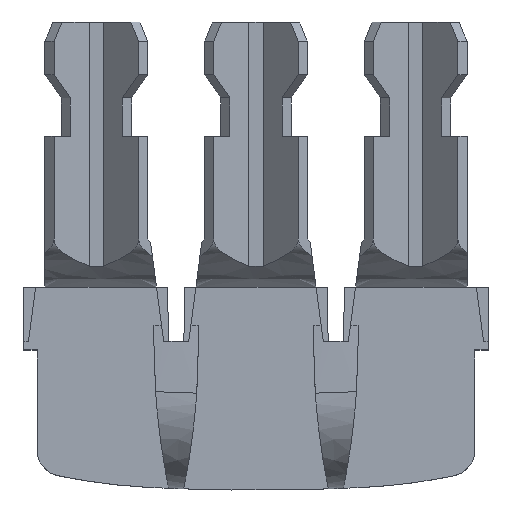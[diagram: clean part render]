
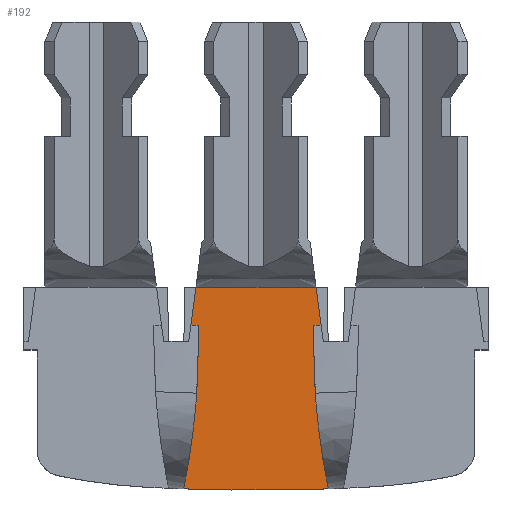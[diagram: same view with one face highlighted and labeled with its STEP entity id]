
A CAD part, top view. The second image highlights one B-rep face of the part: STEP entity #192.
In plain terms, the highlighted planar face has unit normal (0, 0, 1).
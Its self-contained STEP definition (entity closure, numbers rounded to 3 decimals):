
#192=ADVANCED_FACE('',(#529),#530,.T.);
#529=FACE_OUTER_BOUND('',#1010,.T.);
#530=PLANE('',#1011);
#1010=EDGE_LOOP('',(#1593,#1594,#1595,#1596,#1597,#1598,#1599,#1600,#1601,#1602));
#1011=AXIS2_PLACEMENT_3D('',#1603,#1604,#1605);
#1593=ORIENTED_EDGE('',*,*,#3160,.F.);
#1594=ORIENTED_EDGE('',*,*,#3161,.F.);
#1595=ORIENTED_EDGE('',*,*,#3162,.F.);
#1596=ORIENTED_EDGE('',*,*,#3163,.T.);
#1597=ORIENTED_EDGE('',*,*,#3164,.F.);
#1598=ORIENTED_EDGE('',*,*,#3165,.T.);
#1599=ORIENTED_EDGE('',*,*,#3166,.T.);
#1600=ORIENTED_EDGE('',*,*,#3167,.F.);
#1601=ORIENTED_EDGE('',*,*,#3168,.T.);
#1602=ORIENTED_EDGE('',*,*,#3169,.F.);
#1603=CARTESIAN_POINT('',(61.525,13.085,7.018));
#1604=DIRECTION('',(0.,0.,1.0));
#1605=DIRECTION('',(0.,1.0,0.));
#3160=EDGE_CURVE('',#3776,#3777,#3778,.T.);
#3161=EDGE_CURVE('',#3779,#3776,#3780,.T.);
#3162=EDGE_CURVE('',#3781,#3779,#3782,.T.);
#3163=EDGE_CURVE('',#3781,#3783,#3784,.T.);
#3164=EDGE_CURVE('',#3785,#3783,#3786,.T.);
#3165=EDGE_CURVE('',#3785,#3787,#3788,.T.);
#3166=EDGE_CURVE('',#3787,#3789,#3790,.T.);
#3167=EDGE_CURVE('',#3791,#3789,#3792,.T.);
#3168=EDGE_CURVE('',#3791,#3793,#3794,.T.);
#3169=EDGE_CURVE('',#3777,#3793,#3795,.T.);
#3776=VERTEX_POINT('',#4673);
#3777=VERTEX_POINT('',#4674);
#3778=CIRCLE('',#4675,115.0);
#3779=VERTEX_POINT('',#4676);
#3780=LINE('',#4677,#4678);
#3781=VERTEX_POINT('',#4679);
#3782=LINE('',#4680,#4681);
#3783=VERTEX_POINT('',#4682);
#3784=LINE('',#4683,#4684);
#3785=VERTEX_POINT('',#4685);
#3786=LINE('',#4686,#4687);
#3787=VERTEX_POINT('',#4688);
#3788=LINE('',#4689,#4690);
#3789=VERTEX_POINT('',#4691);
#3790=LINE('',#4692,#4693);
#3791=VERTEX_POINT('',#4694);
#3792=LINE('',#4695,#4696);
#3793=VERTEX_POINT('',#4697);
#3794=CIRCLE('',#4698,115.0);
#3795=CIRCLE('',#4699,320.0);
#4673=CARTESIAN_POINT('',(45.4,23.235,7.018));
#4674=CARTESIAN_POINT('',(47.735,0.179,7.018));
#4675=AXIS2_PLACEMENT_3D('',#6682,#6683,#6684);
#4676=CARTESIAN_POINT('',(45.4,25.785,7.018));
#4677=CARTESIAN_POINT('',(45.4,142.651,7.018));
#4678=VECTOR('',#6685,1.0);
#4679=CARTESIAN_POINT('',(46.605,25.785,7.018));
#4680=CARTESIAN_POINT('',(11.4,25.785,7.018));
#4681=VECTOR('',#6686,1.0);
#4682=CARTESIAN_POINT('',(45.814,31.785,7.018));
#4683=CARTESIAN_POINT('',(31.191,142.651,7.018));
#4684=VECTOR('',#6687,1.0);
#4685=CARTESIAN_POINT('',(26.985,31.785,7.018));
#4686=CARTESIAN_POINT('',(11.4,31.785,7.018));
#4687=VECTOR('',#6688,1.0);
#4688=CARTESIAN_POINT('',(26.194,25.785,7.018));
#4689=CARTESIAN_POINT('',(41.608,142.651,7.018));
#4690=VECTOR('',#6689,1.0);
#4691=CARTESIAN_POINT('',(27.4,25.785,7.018));
#4692=CARTESIAN_POINT('',(11.4,25.785,7.018));
#4693=VECTOR('',#6690,1.0);
#4694=CARTESIAN_POINT('',(27.4,23.235,7.018));
#4695=CARTESIAN_POINT('',(27.4,142.651,7.018));
#4696=VECTOR('',#6691,1.0);
#4697=CARTESIAN_POINT('',(25.065,0.179,7.018));
#4698=AXIS2_PLACEMENT_3D('',#6692,#6693,#6694);
#4699=AXIS2_PLACEMENT_3D('',#6695,#6696,#6697);
#6682=CARTESIAN_POINT('',(160.4,23.235,7.018));
#6683=DIRECTION('',(0.,0.,1.0));
#6684=DIRECTION('',(1.0,0.,0.));
#6685=DIRECTION('',(0.,-1.0,0.));
#6686=DIRECTION('',(-1.0,0.,0.));
#6687=DIRECTION('',(-0.131,0.991,0.));
#6688=DIRECTION('',(1.0,0.,0.));
#6689=DIRECTION('',(-0.131,-0.991,0.));
#6690=DIRECTION('',(1.0,0.,0.));
#6691=DIRECTION('',(0.,1.0,0.));
#6692=CARTESIAN_POINT('',(-87.6,23.235,7.018));
#6693=DIRECTION('',(0.,0.,-1.0));
#6694=DIRECTION('',(-1.0,0.,0.));
#6695=CARTESIAN_POINT('',(36.4,319.978,7.018));
#6696=DIRECTION('',(0.,0.,-1.0));
#6697=DIRECTION('',(1.0,0.,0.));
